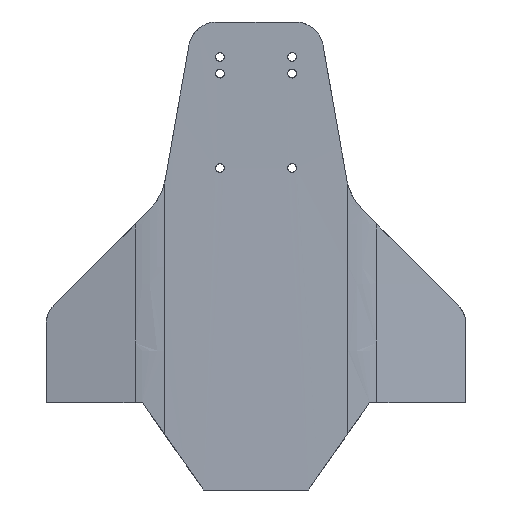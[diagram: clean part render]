
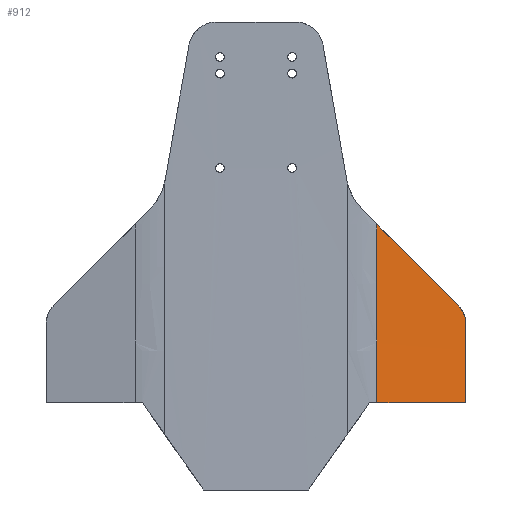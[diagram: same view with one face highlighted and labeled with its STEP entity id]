
A CAD part, front view. The second image highlights one B-rep face of the part: STEP entity #912.
In plain terms, the highlighted conical face has half-angle 9.594 degrees and reference radius 30005 mm.
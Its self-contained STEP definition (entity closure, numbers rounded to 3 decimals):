
#18=CONICAL_SURFACE('',#1004,30005.,0.167);
#71=CIRCLE('',#1005,30010.);
#72=CIRCLE('',#1007,30001.399);
#100=FACE_OUTER_BOUND('',#150,.T.);
#150=EDGE_LOOP('',(#702,#703,#704,#705,#706));
#193=B_SPLINE_CURVE_WITH_KNOTS('',3,(#1438,#1439,#1440,#1441,#1442,#1443,
#1444,#1445,#1446,#1447,#1448,#1449),.UNSPECIFIED.,.F.,.F.,(4,2,2,2,2,4),
(1.223,1.522,1.825,2.127,2.429,
2.432),.UNSPECIFIED.);
#242=LINE('',#1310,#298);
#298=VECTOR('',#1070,10.);
#352=ELLIPSE('',#1006,43766.618,30502.359);
#371=VERTEX_POINT('',#1301);
#373=VERTEX_POINT('',#1308);
#406=VERTEX_POINT('',#1435);
#407=VERTEX_POINT('',#1437);
#408=VERTEX_POINT('',#1450);
#471=EDGE_CURVE('',#371,#373,#242,.T.);
#520=EDGE_CURVE('',#373,#406,#71,.T.);
#521=EDGE_CURVE('',#407,#406,#193,.T.);
#522=EDGE_CURVE('',#407,#408,#352,.T.);
#523=EDGE_CURVE('',#371,#408,#72,.T.);
#702=ORIENTED_EDGE('',*,*,#471,.T.);
#703=ORIENTED_EDGE('',*,*,#520,.T.);
#704=ORIENTED_EDGE('',*,*,#521,.F.);
#705=ORIENTED_EDGE('',*,*,#522,.T.);
#706=ORIENTED_EDGE('',*,*,#523,.F.);
#912=ADVANCED_FACE('',(#100),#18,.F.);
#1004=AXIS2_PLACEMENT_3D('',#1434,#1170,#1171);
#1005=AXIS2_PLACEMENT_3D('',#1436,#1172,#1173);
#1006=AXIS2_PLACEMENT_3D('',#1451,#1174,#1175);
#1007=AXIS2_PLACEMENT_3D('',#1452,#1176,#1177);
#1070=DIRECTION('',(0.986,0.167,0.));
#1170=DIRECTION('center_axis',(1.,0.,0.));
#1171=DIRECTION('ref_axis',(0.,1.,0.));
#1172=DIRECTION('center_axis',(1.,0.,0.));
#1173=DIRECTION('ref_axis',(0.,0.,-1.));
#1174=DIRECTION('center_axis',(0.707,0.,0.707));
#1175=DIRECTION('ref_axis',(0.707,0.,-0.707));
#1176=DIRECTION('center_axis',(1.,0.,0.));
#1177=DIRECTION('ref_axis',(0.,1.,-0.006));
#1301=CARTESIAN_POINT('',(69.114,0.228,265.));
#1308=CARTESIAN_POINT('',(120.,8.83,265.));
#1310=CARTESIAN_POINT('',(94.557,4.529,265.));
#1434=CARTESIAN_POINT('Origin',(90.42,-30000.,0.));
#1435=CARTESIAN_POINT('',(120.,8.403,309.605));
#1436=CARTESIAN_POINT('Origin',(120.,-30000.,0.));
#1437=CARTESIAN_POINT('',(115.314,7.492,320.919));
#1438=CARTESIAN_POINT('Ctrl Pts',(115.314,7.492,320.919));
#1439=CARTESIAN_POINT('Ctrl Pts',(116.015,7.618,320.218));
#1440=CARTESIAN_POINT('Ctrl Pts',(116.674,7.738,319.426));
#1441=CARTESIAN_POINT('Ctrl Pts',(117.845,7.954,317.693));
#1442=CARTESIAN_POINT('Ctrl Pts',(118.356,8.05,316.75));
#1443=CARTESIAN_POINT('Ctrl Pts',(119.177,8.21,314.781));
#1444=CARTESIAN_POINT('Ctrl Pts',(119.489,8.273,313.752));
#1445=CARTESIAN_POINT('Ctrl Pts',(119.9,8.364,311.683));
#1446=CARTESIAN_POINT('Ctrl Pts',(119.998,8.392,310.641));
#1447=CARTESIAN_POINT('Ctrl Pts',(120.,8.403,309.624));
#1448=CARTESIAN_POINT('Ctrl Pts',(120.,8.403,309.615));
#1449=CARTESIAN_POINT('Ctrl Pts',(120.,8.403,309.605));
#1450=CARTESIAN_POINT('',(69.114,-0.848,367.119));
#1451=CARTESIAN_POINT('Origin',(5667.344,-30000.,-5231.111));
#1452=CARTESIAN_POINT('Origin',(69.114,-30000.,0.));
